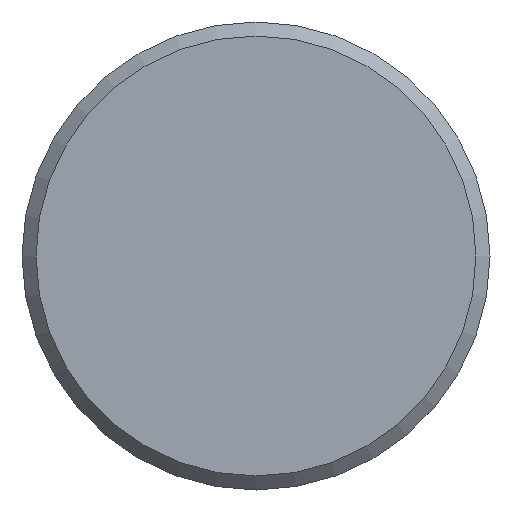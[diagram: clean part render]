
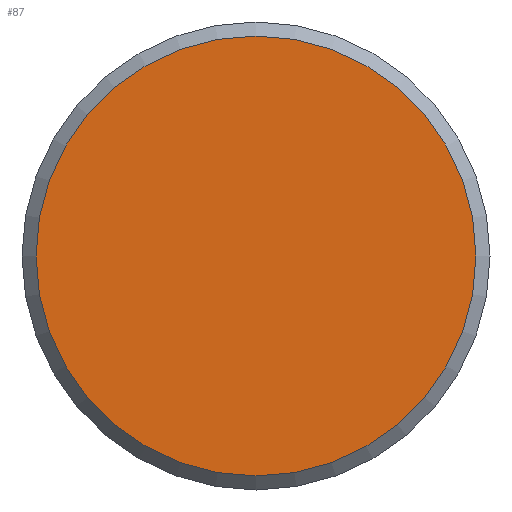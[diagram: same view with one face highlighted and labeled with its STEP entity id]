
A CAD part, front view. The second image highlights one B-rep face of the part: STEP entity #87.
In plain terms, the highlighted planar face has unit normal (0, -1, 0).
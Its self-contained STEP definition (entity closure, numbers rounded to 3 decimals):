
#87 = ADVANCED_FACE( '', ( #196 ), #197, .F. );
#196 = FACE_OUTER_BOUND( '', #332, .T. );
#197 = PLANE( '', #333 );
#332 = EDGE_LOOP( '', ( #507 ) );
#333 = AXIS2_PLACEMENT_3D( '', #508, #509, #510 );
#507 = ORIENTED_EDGE( '', *, *, #731, .T. );
#508 = CARTESIAN_POINT( '', ( 18.8, 0., 0. ) );
#509 = DIRECTION( '', ( 0., 1., 0. ) );
#510 = DIRECTION( '', ( 0., 0., 1. ) );
#731 = EDGE_CURVE( '', #855, #855, #856, .T. );
#855 = VERTEX_POINT( '', #1086 );
#856 = CIRCLE( '', #1087, 18.8 );
#1086 = CARTESIAN_POINT( '', ( 0., 0., -18.8 ) );
#1087 = AXIS2_PLACEMENT_3D( '', #1247, #1248, #1249 );
#1247 = CARTESIAN_POINT( '', ( 0., 0., 0. ) );
#1248 = DIRECTION( '', ( 0., -1., 0. ) );
#1249 = DIRECTION( '', ( 0., 0., -1. ) );
